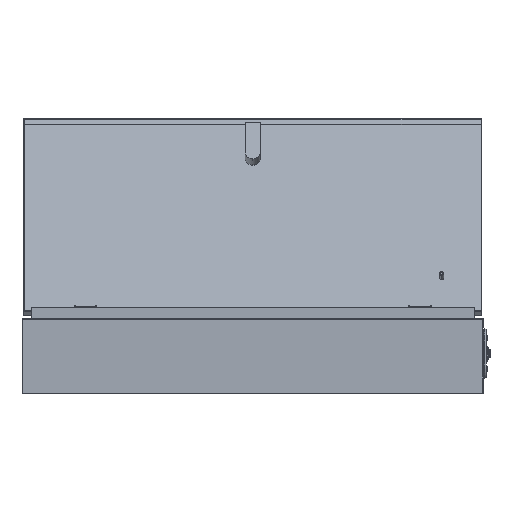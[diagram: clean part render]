
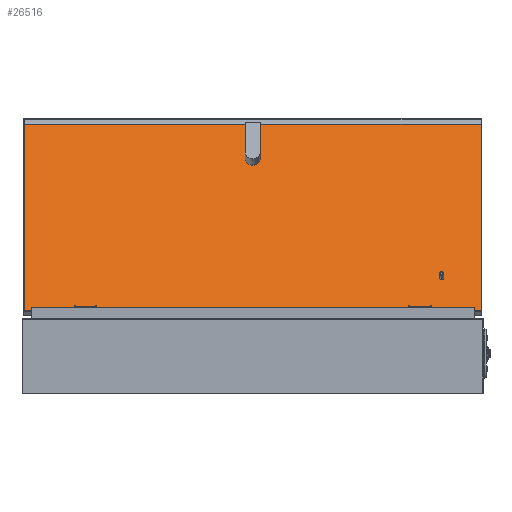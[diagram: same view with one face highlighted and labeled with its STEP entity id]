
A CAD part, left-side view. The second image highlights one B-rep face of the part: STEP entity #26516.
In plain terms, the highlighted face is planar.
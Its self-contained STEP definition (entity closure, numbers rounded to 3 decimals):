
#278 = EDGE_CURVE ( 'NONE', #46648, #5856, #33880, .T. ) ;
#884 = FACE_OUTER_BOUND ( 'NONE', #47901, .T. ) ;
#5038 = PLANE ( 'NONE',  #28254 ) ;
#5856 = VERTEX_POINT ( 'NONE', #42783 ) ;
#5944 = DIRECTION ( 'NONE',  ( 0., 0., -1. ) ) ;
#6317 = CARTESIAN_POINT ( 'NONE',  ( -152., 0., -1. ) ) ;
#8318 = VECTOR ( 'NONE', #18148, 1000. ) ;
#8585 = CIRCLE ( 'NONE', #24552, 11.5 ) ;
#8646 = DIRECTION ( 'NONE',  ( 0., 1., 0. ) ) ;
#8794 = ORIENTED_EDGE ( 'NONE', *, *, #17554, .F. ) ;
#11135 = AXIS2_PLACEMENT_3D ( 'NONE', #52122, #43544, #46141 ) ;
#12857 = LINE ( 'NONE', #43968, #8318 ) ;
#13167 = CARTESIAN_POINT ( 'NONE',  ( -98., 0., -1. ) ) ;
#14082 = VERTEX_POINT ( 'NONE', #47147 ) ;
#14579 = EDGE_LOOP ( 'NONE', ( #37583, #25328 ) ) ;
#14675 = CARTESIAN_POINT ( 'NONE',  ( -86.5, 0., -1. ) ) ;
#14706 = LINE ( 'NONE', #22529, #15829 ) ;
#15829 = VECTOR ( 'NONE', #8646, 1000. ) ;
#16383 = DIRECTION ( 'NONE',  ( 0., 0., 1. ) ) ;
#17089 = CARTESIAN_POINT ( 'NONE',  ( -98., 0., -1. ) ) ;
#17554 = EDGE_CURVE ( 'NONE', #14082, #52738, #12857, .T. ) ;
#18148 = DIRECTION ( 'NONE',  ( -1., 0., 0. ) ) ;
#18637 = EDGE_CURVE ( 'NONE', #39743, #51105, #39949, .T. ) ;
#19068 = VECTOR ( 'NONE', #26202, 1000. ) ;
#19708 = VERTEX_POINT ( 'NONE', #51809 ) ;
#20013 = FACE_BOUND ( 'NONE', #14579, .T. ) ;
#20853 = ORIENTED_EDGE ( 'NONE', *, *, #30277, .F. ) ;
#21429 = EDGE_CURVE ( 'NONE', #5856, #46648, #8585, .T. ) ;
#22194 = EDGE_CURVE ( 'NONE', #51105, #39743, #46145, .T. ) ;
#22529 = CARTESIAN_POINT ( 'NONE',  ( 152., 0., -1. ) ) ;
#23129 = DIRECTION ( 'NONE',  ( 1., 0., 0. ) ) ;
#24552 = AXIS2_PLACEMENT_3D ( 'NONE', #17089, #32517, #38609 ) ;
#25328 = ORIENTED_EDGE ( 'NONE', *, *, #21429, .T. ) ;
#26202 = DIRECTION ( 'NONE',  ( 0., -1., 0. ) ) ;
#26516 = ADVANCED_FACE ( 'NONE', ( #20013, #884, #38009 ), #5038, .F. ) ;
#28254 = AXIS2_PLACEMENT_3D ( 'NONE', #50868, #16383, #39662 ) ;
#28307 = AXIS2_PLACEMENT_3D ( 'NONE', #13167, #33856, #33005 ) ;
#30277 = EDGE_CURVE ( 'NONE', #52738, #42831, #46077, .T. ) ;
#32489 = CARTESIAN_POINT ( 'NONE',  ( -152., -341.5, -1. ) ) ;
#32517 = DIRECTION ( 'NONE',  ( 0., 0., 1. ) ) ;
#33005 = DIRECTION ( 'NONE',  ( 1., 0., 0. ) ) ;
#33856 = DIRECTION ( 'NONE',  ( 0., 0., 1. ) ) ;
#33880 = CIRCLE ( 'NONE', #28307, 11.5 ) ;
#33915 = ORIENTED_EDGE ( 'NONE', *, *, #52394, .F. ) ;
#35278 = EDGE_LOOP ( 'NONE', ( #38321, #52880 ) ) ;
#36174 = DIRECTION ( 'NONE',  ( 1., 0., 0. ) ) ;
#37583 = ORIENTED_EDGE ( 'NONE', *, *, #278, .T. ) ;
#37706 = ORIENTED_EDGE ( 'NONE', *, *, #37913, .F. ) ;
#37913 = EDGE_CURVE ( 'NONE', #19708, #14082, #14706, .T. ) ;
#38009 = FACE_BOUND ( 'NONE', #35278, .T. ) ;
#38297 = CARTESIAN_POINT ( 'NONE',  ( 90., -282.5, -1. ) ) ;
#38321 = ORIENTED_EDGE ( 'NONE', *, *, #22194, .F. ) ;
#38609 = DIRECTION ( 'NONE',  ( 1., 0., 0. ) ) ;
#39662 = DIRECTION ( 'NONE',  ( 1., 0., 0. ) ) ;
#39743 = VERTEX_POINT ( 'NONE', #38297 ) ;
#39949 = CIRCLE ( 'NONE', #11135, 3. ) ;
#42783 = CARTESIAN_POINT ( 'NONE',  ( -109.5, 0., -1. ) ) ;
#42831 = VERTEX_POINT ( 'NONE', #32489 ) ;
#43544 = DIRECTION ( 'NONE',  ( 0., 0., -1. ) ) ;
#43968 = CARTESIAN_POINT ( 'NONE',  ( 0., 341.5, -1. ) ) ;
#44771 = CARTESIAN_POINT ( 'NONE',  ( -152., 341.5, -1. ) ) ;
#45188 = AXIS2_PLACEMENT_3D ( 'NONE', #45707, #5944, #36174 ) ;
#45707 = CARTESIAN_POINT ( 'NONE',  ( 93., -282.5, -1. ) ) ;
#46077 = LINE ( 'NONE', #6317, #19068 ) ;
#46141 = DIRECTION ( 'NONE',  ( 1., 0., 0. ) ) ;
#46145 = CIRCLE ( 'NONE', #45188, 3. ) ;
#46402 = CARTESIAN_POINT ( 'NONE',  ( 0., -341.5, -1. ) ) ;
#46648 = VERTEX_POINT ( 'NONE', #14675 ) ;
#47093 = VECTOR ( 'NONE', #23129, 1000. ) ;
#47147 = CARTESIAN_POINT ( 'NONE',  ( 152., 341.5, -1. ) ) ;
#47901 = EDGE_LOOP ( 'NONE', ( #20853, #8794, #37706, #33915 ) ) ;
#48960 = LINE ( 'NONE', #46402, #47093 ) ;
#49909 = CARTESIAN_POINT ( 'NONE',  ( 96., -282.5, -1. ) ) ;
#50868 = CARTESIAN_POINT ( 'NONE',  ( 0., 0., -1. ) ) ;
#51105 = VERTEX_POINT ( 'NONE', #49909 ) ;
#51809 = CARTESIAN_POINT ( 'NONE',  ( 152., -341.5, -1. ) ) ;
#52122 = CARTESIAN_POINT ( 'NONE',  ( 93., -282.5, -1. ) ) ;
#52394 = EDGE_CURVE ( 'NONE', #42831, #19708, #48960, .T. ) ;
#52738 = VERTEX_POINT ( 'NONE', #44771 ) ;
#52880 = ORIENTED_EDGE ( 'NONE', *, *, #18637, .F. ) ;
